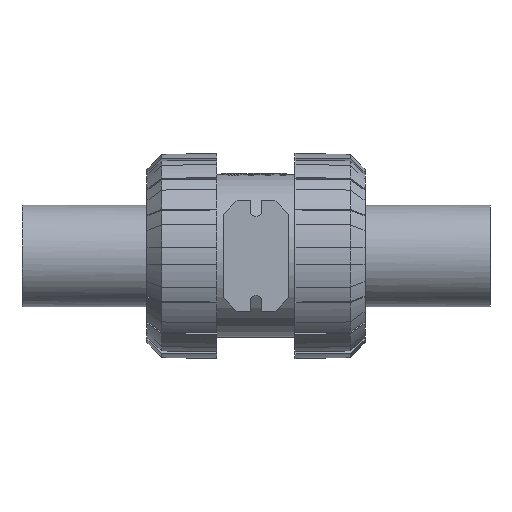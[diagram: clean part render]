
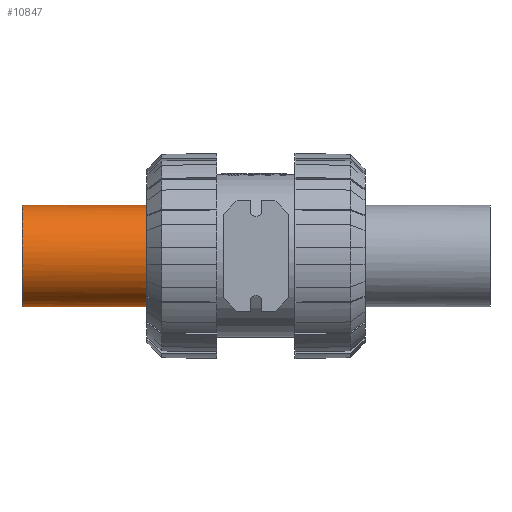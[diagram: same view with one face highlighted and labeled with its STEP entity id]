
A CAD part, front view. The second image highlights one B-rep face of the part: STEP entity #10847.
In plain terms, the highlighted free-form (B-spline) face has degree [8, 1] with [9, 2] control points.
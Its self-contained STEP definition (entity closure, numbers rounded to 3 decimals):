
#78=B_SPLINE_SURFACE_WITH_KNOTS('',8,1,((#16866,#16867),(#16868,#16869),
(#16870,#16871),(#16872,#16873),(#16874,#16875),(#16876,#16877),(#16878,
#16879),(#16880,#16881),(#16882,#16883)),.UNSPECIFIED.,.F.,.F.,.F.,(9,9),
(2,2),(-6.284,-3.141),(0.,20.025),.UNSPECIFIED.);
#116=B_SPLINE_CURVE_WITH_KNOTS('',3,(#16846,#16847,#16848,#16849,#16850,
#16851,#16852,#16853,#16854,#16855,#16856,#16857,#16858,#16859,#16860,#16861,
#16862,#16863,#16864,#16865),.UNSPECIFIED.,.F.,.F.,(4,2,2,2,2,2,2,2,2,4),
(-14.182,-13.246,-12.305,-10.547,
-8.789,-7.032,-5.274,-3.516,
-1.758,-0.005),.UNSPECIFIED.);
#117=B_SPLINE_CURVE_WITH_KNOTS('',8,(#16886,#16887,#16888,#16889,#16890,
#16891,#16892,#16893,#16894),.UNSPECIFIED.,.F.,.F.,(9,9),(3.142,
6.283),.UNSPECIFIED.);
#833=LINE('',#16895,#1628);
#834=LINE('',#16896,#1629);
#1628=VECTOR('',#12674,1000.);
#1629=VECTOR('',#12675,1000.);
#2519=FACE_OUTER_BOUND('',#3111,.T.);
#3111=EDGE_LOOP('',(#7411,#7412,#7413,#7414));
#4557=VERTEX_POINT('',#16824);
#4558=VERTEX_POINT('',#16825);
#4559=VERTEX_POINT('',#16884);
#4560=VERTEX_POINT('',#16885);
#5697=EDGE_CURVE('',#4558,#4557,#116,.F.);
#5698=EDGE_CURVE('',#4559,#4560,#117,.T.);
#5699=EDGE_CURVE('',#4558,#4559,#833,.T.);
#5700=EDGE_CURVE('',#4560,#4557,#834,.T.);
#7411=ORIENTED_EDGE('',*,*,#5698,.F.);
#7412=ORIENTED_EDGE('',*,*,#5699,.F.);
#7413=ORIENTED_EDGE('',*,*,#5697,.T.);
#7414=ORIENTED_EDGE('',*,*,#5700,.F.);
#10847=ADVANCED_FACE('',(#2519),#78,.T.);
#12674=DIRECTION('',(1.,0.,0.));
#12675=DIRECTION('',(-1.,0.,0.));
#16824=CARTESIAN_POINT('',(-207.,0.,-45.));
#16825=CARTESIAN_POINT('',(-207.,0.,45.));
#16846=CARTESIAN_POINT('Ctrl Pts',(-207.,0.,-45.));
#16847=CARTESIAN_POINT('Ctrl Pts',(-207.,-3.12,-45.));
#16848=CARTESIAN_POINT('Ctrl Pts',(-207.,-6.232,-44.676));
#16849=CARTESIAN_POINT('Ctrl Pts',(-207.,-12.353,-43.385));
#16850=CARTESIAN_POINT('Ctrl Pts',(-207.,-15.345,-42.419));
#16851=CARTESIAN_POINT('Ctrl Pts',(-207.,-23.57,-38.779));
#16852=CARTESIAN_POINT('Ctrl Pts',(-207.,-28.414,-35.384));
#16853=CARTESIAN_POINT('Ctrl Pts',(-207.,-36.527,-26.928));
#16854=CARTESIAN_POINT('Ctrl Pts',(-207.,-39.72,-21.947));
#16855=CARTESIAN_POINT('Ctrl Pts',(-207.,-44.016,-11.043));
#16856=CARTESIAN_POINT('Ctrl Pts',(-207.,-45.078,-5.224));
#16857=CARTESIAN_POINT('Ctrl Pts',(-207.,-44.913,6.494));
#16858=CARTESIAN_POINT('Ctrl Pts',(-207.,-43.686,12.281));
#16859=CARTESIAN_POINT('Ctrl Pts',(-207.,-39.084,23.059));
#16860=CARTESIAN_POINT('Ctrl Pts',(-207.,-35.753,27.948));
#16861=CARTESIAN_POINT('Ctrl Pts',(-207.,-27.404,36.171));
#16862=CARTESIAN_POINT('Ctrl Pts',(-207.,-22.466,39.429));
#16863=CARTESIAN_POINT('Ctrl Pts',(-207.,-11.634,43.861));
#16864=CARTESIAN_POINT('Ctrl Pts',(-207.,-5.845,45.));
#16865=CARTESIAN_POINT('Ctrl Pts',(-207.,0.,45.));
#16866=CARTESIAN_POINT('Ctrl Pts',(-94.499,0.045,-45.));
#16867=CARTESIAN_POINT('Ctrl Pts',(-294.75,0.045,-45.));
#16868=CARTESIAN_POINT('Ctrl Pts',(-94.499,-17.638,-45.018));
#16869=CARTESIAN_POINT('Ctrl Pts',(-294.75,-17.638,-45.018));
#16870=CARTESIAN_POINT('Ctrl Pts',(-94.499,-35.328,-37.096));
#16871=CARTESIAN_POINT('Ctrl Pts',(-294.75,-35.328,-37.096));
#16872=CARTESIAN_POINT('Ctrl Pts',(-94.499,-48.866,-21.235));
#16873=CARTESIAN_POINT('Ctrl Pts',(-294.75,-48.866,-21.235));
#16874=CARTESIAN_POINT('Ctrl Pts',(-94.499,-54.094,0.005));
#16875=CARTESIAN_POINT('Ctrl Pts',(-294.75,-54.094,0.005));
#16876=CARTESIAN_POINT('Ctrl Pts',(-94.499,-48.866,21.23));
#16877=CARTESIAN_POINT('Ctrl Pts',(-294.75,-48.866,21.23));
#16878=CARTESIAN_POINT('Ctrl Pts',(-94.499,-35.328,37.095));
#16879=CARTESIAN_POINT('Ctrl Pts',(-294.75,-35.328,37.095));
#16880=CARTESIAN_POINT('Ctrl Pts',(-94.499,-17.638,45.018));
#16881=CARTESIAN_POINT('Ctrl Pts',(-294.75,-17.638,45.018));
#16882=CARTESIAN_POINT('Ctrl Pts',(-94.499,0.045,45.));
#16883=CARTESIAN_POINT('Ctrl Pts',(-294.75,0.045,45.));
#16884=CARTESIAN_POINT('',(-94.5,0.,45.));
#16885=CARTESIAN_POINT('',(-94.5,0.,-45.));
#16886=CARTESIAN_POINT('Ctrl Pts',(-94.5,0.,45.));
#16887=CARTESIAN_POINT('Ctrl Pts',(-94.5,-17.671,45.));
#16888=CARTESIAN_POINT('Ctrl Pts',(-94.5,-35.343,37.07));
#16889=CARTESIAN_POINT('Ctrl Pts',(-94.5,-48.861,21.211));
#16890=CARTESIAN_POINT('Ctrl Pts',(-94.5,-54.08,0.005));
#16891=CARTESIAN_POINT('Ctrl Pts',(-94.5,-48.861,-21.216));
#16892=CARTESIAN_POINT('Ctrl Pts',(-94.5,-35.343,-37.07));
#16893=CARTESIAN_POINT('Ctrl Pts',(-94.5,-17.671,-45.));
#16894=CARTESIAN_POINT('Ctrl Pts',(-94.5,0.,-45.));
#16895=CARTESIAN_POINT('',(-121.5,0.,45.));
#16896=CARTESIAN_POINT('',(-121.5,0.,-45.));
